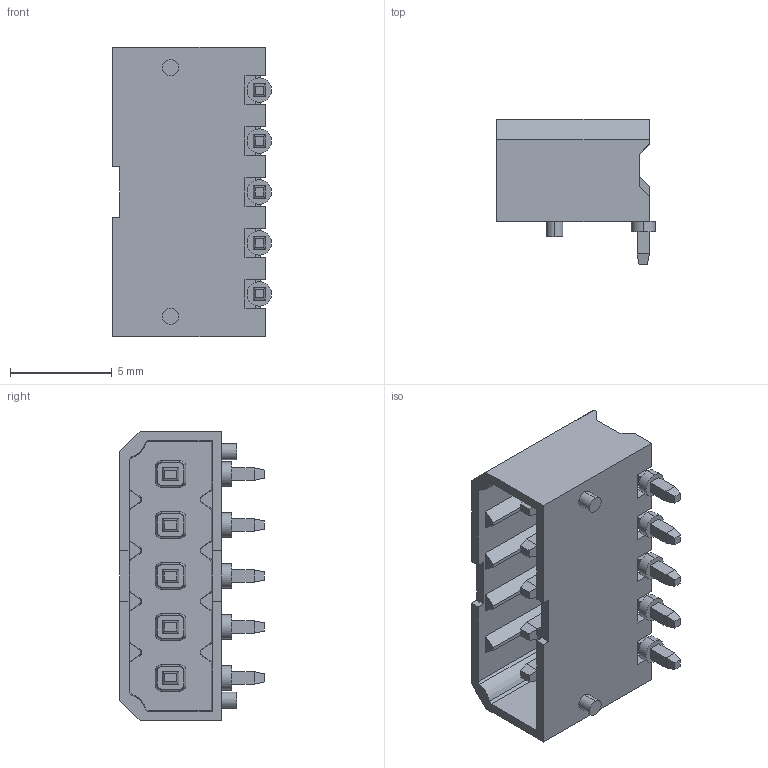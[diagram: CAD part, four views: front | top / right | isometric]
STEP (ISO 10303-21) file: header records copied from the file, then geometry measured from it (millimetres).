
FILE_DESCRIPTION(('SolidDesigner STEP Export'),'2;1');
FILE_NAME('ptsm_0.5-5-hh1-2.5-thr.stp','2013-02-25T 8:53:29',(''),(''),'Creo Elements/Direct Modeling STEP processor for AP214 (Solid Model)','Creo Elements/Direct Modeling 18.1 06-May-2012 (C) Parametric Technology GmbH','');
FILE_SCHEMA(('AUTOMOTIVE_DESIGN { 1 0 10303 214 1 1 1 1 }'));
Length unit declared in the file: millimetre
Products named in the file (2): ptsm_0.5-5-hh1-2.5-thr
Assembly tree (1 placements, depth 2):
  ptsm_0.5-5-hh1-2.5-thr
    ptsm_0.5-5-hh1-2.5-thr
Bounding box: 7.8 x 7.1 x 14.2 mm (x, y, z)
Volume: 271.1 mm3; surface area: 725.4 mm2
Topology: 1 solids, 1 shells, 323 faces, 852 edges, 558 vertices
Faces by surface type: plane 287, cone 22, cylinder 14
Entity records: 12063 total; most frequent: ORIENTED_EDGE 1704, CARTESIAN_POINT 1701, DIRECTION 1440, EDGE_CURVE 852, VECTOR 742, LINE 742, VERTEX_POINT 558, EDGE_LOOP 350
